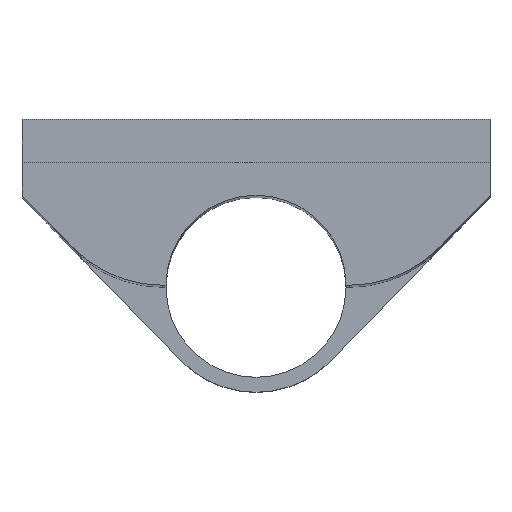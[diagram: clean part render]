
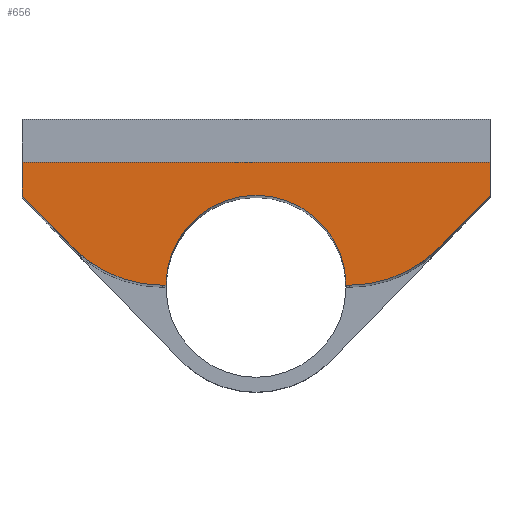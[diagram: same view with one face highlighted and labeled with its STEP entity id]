
A CAD part, top view. The second image highlights one B-rep face of the part: STEP entity #656.
In plain terms, the highlighted planar face has unit normal (0, 0, 1).
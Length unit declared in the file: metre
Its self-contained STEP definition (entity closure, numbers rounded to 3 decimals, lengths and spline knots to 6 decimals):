
#16=CIRCLE('',#709,0.015);
#22=CIRCLE('',#720,0.021);
#23=CIRCLE('',#721,0.021);
#141=ORIENTED_EDGE('',*,*,#259,.T.);
#142=ORIENTED_EDGE('',*,*,#296,.T.);
#143=ORIENTED_EDGE('',*,*,#267,.T.);
#144=ORIENTED_EDGE('',*,*,#273,.F.);
#145=ORIENTED_EDGE('',*,*,#265,.T.);
#146=ORIENTED_EDGE('',*,*,#297,.T.);
#147=ORIENTED_EDGE('',*,*,#246,.F.);
#148=ORIENTED_EDGE('',*,*,#281,.F.);
#149=ORIENTED_EDGE('',*,*,#284,.F.);
#150=ORIENTED_EDGE('',*,*,#293,.T.);
#246=EDGE_CURVE('',#329,#330,#395,.T.);
#259=EDGE_CURVE('',#343,#342,#405,.T.);
#265=EDGE_CURVE('',#349,#348,#411,.T.);
#267=EDGE_CURVE('',#350,#351,#413,.T.);
#273=EDGE_CURVE('',#349,#351,#16,.T.);
#281=EDGE_CURVE('',#359,#329,#423,.T.);
#284=EDGE_CURVE('',#360,#359,#426,.T.);
#293=EDGE_CURVE('',#360,#343,#431,.T.);
#296=EDGE_CURVE('',#342,#350,#22,.T.);
#297=EDGE_CURVE('',#348,#330,#23,.T.);
#329=VERTEX_POINT('',#990);
#330=VERTEX_POINT('',#991);
#342=VERTEX_POINT('',#1016);
#343=VERTEX_POINT('',#1018);
#348=VERTEX_POINT('',#1029);
#349=VERTEX_POINT('',#1031);
#350=VERTEX_POINT('',#1035);
#351=VERTEX_POINT('',#1036);
#359=VERTEX_POINT('',#1060);
#360=VERTEX_POINT('',#1066);
#395=LINE('',#989,#455);
#405=LINE('',#1017,#465);
#411=LINE('',#1030,#471);
#413=LINE('',#1034,#473);
#423=LINE('',#1061,#483);
#426=LINE('',#1065,#486);
#431=LINE('',#1081,#491);
#455=VECTOR('',#793,1.);
#465=VECTOR('',#811,1.);
#471=VECTOR('',#819,1.);
#473=VECTOR('',#823,1.);
#483=VECTOR('',#847,1.);
#486=VECTOR('',#852,1.);
#491=VECTOR('',#867,1.);
#520=EDGE_LOOP('',(#141,#142,#143,#144,#145,#146,#147,#148,#149,#150));
#580=FACE_BOUND('',#520,.T.);
#629=PLANE('',#719);
#656=ADVANCED_FACE('',(#580),#629,.T.);
#709=AXIS2_PLACEMENT_3D('',#1046,#833,#834);
#719=AXIS2_PLACEMENT_3D('',#1085,#870,#871);
#720=AXIS2_PLACEMENT_3D('',#1086,#872,#873);
#721=AXIS2_PLACEMENT_3D('',#1087,#874,#875);
#793=DIRECTION('',(-0.697,-0.717,0.));
#811=DIRECTION('',(0.697,-0.717,0.));
#819=DIRECTION('',(1.,0.,0.));
#823=DIRECTION('',(1.,0.,0.));
#833=DIRECTION('',(0.,0.,1.));
#834=DIRECTION('',(1.,0.,0.));
#847=DIRECTION('',(0.,-1.,0.));
#852=DIRECTION('',(1.,0.,0.));
#867=DIRECTION('',(0.,-1.,0.));
#870=DIRECTION('',(0.,0.,1.));
#871=DIRECTION('',(1.,0.,0.));
#872=DIRECTION('',(0.,0.,1.));
#873=DIRECTION('',(1.,0.,0.));
#874=DIRECTION('',(0.,0.,1.));
#875=DIRECTION('',(1.,0.,0.));
#989=CARTESIAN_POINT('',(0.025773,0.001399,0.22));
#990=CARTESIAN_POINT('',(0.039,0.015,0.22));
#991=CARTESIAN_POINT('',(0.030596,0.006359,0.22));
#1016=CARTESIAN_POINT('',(-0.030596,0.006359,0.22));
#1017=CARTESIAN_POINT('',(-0.025773,0.001399,0.22));
#1018=CARTESIAN_POINT('',(-0.039,0.015,0.22));
#1029=CARTESIAN_POINT('',(0.015541,0.,0.22));
#1030=CARTESIAN_POINT('',(0.,0.,0.22));
#1031=CARTESIAN_POINT('',(0.015,0.,0.22));
#1034=CARTESIAN_POINT('',(0.,0.,0.22));
#1035=CARTESIAN_POINT('',(-0.015541,0.,0.22));
#1036=CARTESIAN_POINT('',(-0.015,0.,0.22));
#1046=CARTESIAN_POINT('',(0.,0.,0.22));
#1060=CARTESIAN_POINT('',(0.039,0.0205,0.22));
#1061=CARTESIAN_POINT('',(0.039,0.01775,0.22));
#1065=CARTESIAN_POINT('',(-0.0325,0.0205,0.22));
#1066=CARTESIAN_POINT('',(-0.039,0.0205,0.22));
#1081=CARTESIAN_POINT('',(-0.039,0.01775,0.22));
#1085=CARTESIAN_POINT('',(0.,0.0015,0.22));
#1086=CARTESIAN_POINT('',(-0.015541,0.021,0.22));
#1087=CARTESIAN_POINT('',(0.015541,0.021,0.22));
